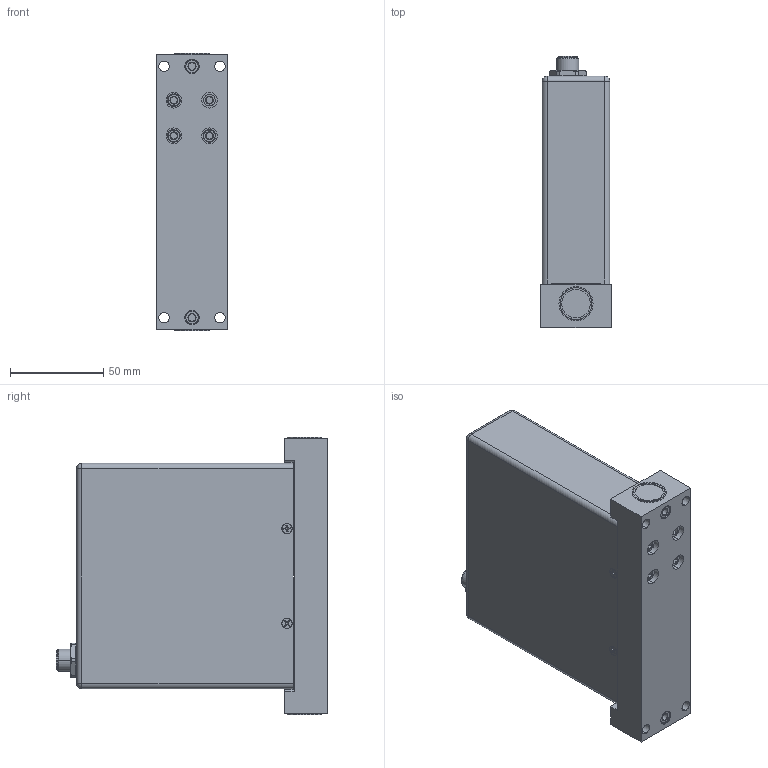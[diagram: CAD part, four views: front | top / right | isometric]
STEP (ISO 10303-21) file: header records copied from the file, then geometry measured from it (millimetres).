
FILE_DESCRIPTION (( 'STEP AP214' ), '1' );
FILE_NAME ('PPCMA-DM-D-NET.STEP', '2017-08-14T14:37:28', ( '' ), ( '' ), 'SwSTEP 2.0', 'SolidWorks 2015', '' );
FILE_SCHEMA (( 'AUTOMOTIVE_DESIGN' ));
Length unit declared in the file: inch
Products named in the file (1): PPCMA-DM-D-NET
Bounding box: 37.59 x 145.49 x 148.59 mm (x, y, z)
Surface area: 59038.9 mm2 (no closed solid volume)
Topology: 0 solids, 26 shells, 381 faces, 1167 edges, 805 vertices
Faces by surface type: plane 175, cylinder 119, cone 79, sphere 4, torus 4
Entity records: 18557 total; most frequent: CARTESIAN_POINT 3306, DIRECTION 2181, ORIENTED_EDGE 1901, EDGE_CURVE 1155, VERTEX_POINT 805, AXIS2_PLACEMENT_3D 788, VECTOR 605, LINE 605
